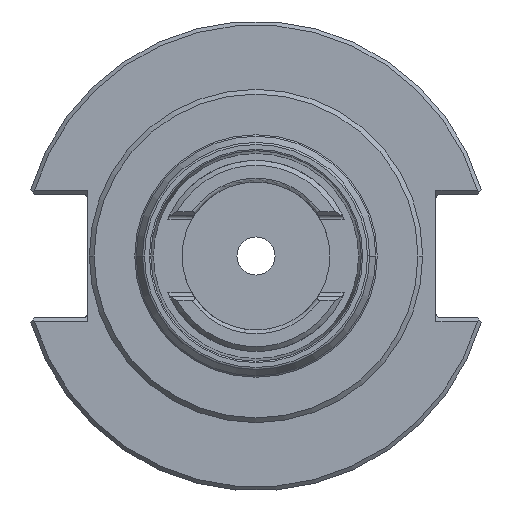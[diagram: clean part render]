
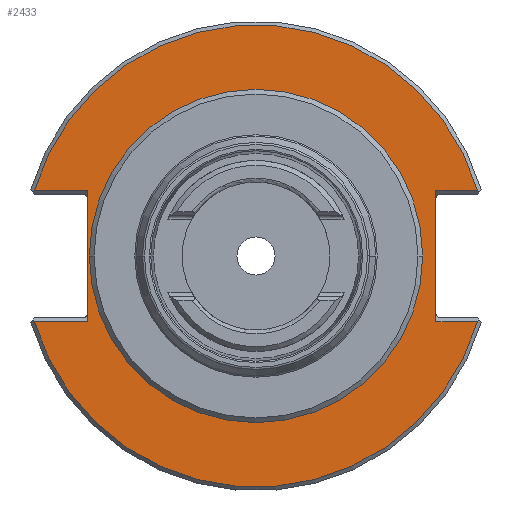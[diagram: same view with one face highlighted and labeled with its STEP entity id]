
A CAD part, front view. The second image highlights one B-rep face of the part: STEP entity #2433.
In plain terms, the highlighted planar face has unit normal (0, -1, 0).
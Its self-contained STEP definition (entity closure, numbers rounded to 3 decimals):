
#2=DIRECTION('',(0.,0.,-1.));
#3=VECTOR('',#2,27.51);
#4=CARTESIAN_POINT('',(37.7,-19.05,13.755));
#5=LINE('',#4,#3);
#6=DIRECTION('',(0.,0.,-1.));
#7=VECTOR('',#6,27.51);
#8=CARTESIAN_POINT('',(-35.3,-19.05,13.755));
#9=LINE('',#8,#7);
#10=CARTESIAN_POINT('',(0.,-19.05,0.));
#11=DIRECTION('',(0.,-1.,0.));
#12=DIRECTION('',(-1.,0.,0.));
#13=AXIS2_PLACEMENT_3D('',#10,#11,#12);
#15=CARTESIAN_POINT('',(0.,-19.05,0.));
#16=DIRECTION('',(0.,-1.,0.));
#17=DIRECTION('',(1.,0.,0.));
#18=AXIS2_PLACEMENT_3D('',#15,#16,#17);
#35=DIRECTION('',(1.,0.,0.));
#36=VECTOR('',#35,11.115);
#37=CARTESIAN_POINT('',(-46.415,-19.05,13.753));
#38=LINE('',#37,#36);
#310=DIRECTION('',(-1.,0.,0.));
#311=VECTOR('',#310,11.115);
#312=CARTESIAN_POINT('',(-35.3,-19.05,-13.755));
#313=LINE('',#312,#311);
#326=CARTESIAN_POINT('',(0.,-19.05,0.));
#327=DIRECTION('',(0.,-1.,0.));
#328=DIRECTION('',(-0.959,0.,-0.284));
#329=AXIS2_PLACEMENT_3D('',#326,#327,#328);
#414=DIRECTION('',(1.,0.,0.));
#415=VECTOR('',#414,8.715);
#416=CARTESIAN_POINT('',(37.7,-19.05,-13.755));
#417=LINE('',#416,#415);
#1745=DIRECTION('',(-1.,0.,0.));
#1746=VECTOR('',#1745,8.715);
#1747=CARTESIAN_POINT('',(46.415,-19.05,13.753));
#1748=LINE('',#1747,#1746);
#1761=CARTESIAN_POINT('',(0.,-19.05,0.));
#1762=DIRECTION('',(0.,-1.,0.));
#1763=DIRECTION('',(0.959,0.,0.284));
#1764=AXIS2_PLACEMENT_3D('',#1761,#1762,#1763);
#1944=CARTESIAN_POINT('',(-34.925,-19.05,0.));
#1945=CARTESIAN_POINT('',(34.925,-19.05,0.));
#1946=VERTEX_POINT('',#1944);
#1947=VERTEX_POINT('',#1945);
#2038=CARTESIAN_POINT('',(37.7,-19.05,-13.755));
#2039=CARTESIAN_POINT('',(46.415,-19.05,-13.753));
#2040=VERTEX_POINT('',#2038);
#2041=VERTEX_POINT('',#2039);
#2042=CARTESIAN_POINT('',(-35.3,-19.05,-13.755));
#2043=CARTESIAN_POINT('',(-46.415,-19.05,-13.753));
#2044=VERTEX_POINT('',#2042);
#2045=VERTEX_POINT('',#2043);
#2054=CARTESIAN_POINT('',(-46.415,-19.05,13.753));
#2055=CARTESIAN_POINT('',(-35.3,-19.05,13.755));
#2056=VERTEX_POINT('',#2054);
#2057=VERTEX_POINT('',#2055);
#2058=CARTESIAN_POINT('',(46.415,-19.05,13.753));
#2059=CARTESIAN_POINT('',(37.7,-19.05,13.755));
#2060=VERTEX_POINT('',#2058);
#2061=VERTEX_POINT('',#2059);
#2404=CARTESIAN_POINT('',(0.,-19.05,0.));
#2405=DIRECTION('',(0.,-1.,0.));
#2406=DIRECTION('',(-1.,0.,0.));
#2407=AXIS2_PLACEMENT_3D('',#2404,#2405,#2406);
#2408=PLANE('',#2407);
#2410=ORIENTED_EDGE('',*,*,#2409,.F.);
#2412=ORIENTED_EDGE('',*,*,#2411,.F.);
#2414=ORIENTED_EDGE('',*,*,#2413,.T.);
#2416=ORIENTED_EDGE('',*,*,#2415,.T.);
#2418=ORIENTED_EDGE('',*,*,#2417,.T.);
#2420=ORIENTED_EDGE('',*,*,#2419,.F.);
#2422=ORIENTED_EDGE('',*,*,#2421,.F.);
#2424=ORIENTED_EDGE('',*,*,#2423,.F.);
#2425=EDGE_LOOP('',(#2410,#2412,#2414,#2416,#2418,#2420,#2422,#2424));
#2426=FACE_OUTER_BOUND('',#2425,.F.);
#2428=ORIENTED_EDGE('',*,*,#2427,.T.);
#2430=ORIENTED_EDGE('',*,*,#2429,.T.);
#2431=EDGE_LOOP('',(#2428,#2430));
#2432=FACE_BOUND('',#2431,.F.);
#2433=ADVANCED_FACE('',(#2426,#2432),#2408,.T.);
#14=CIRCLE('',#13,34.925);
#19=CIRCLE('',#18,34.925);
#330=CIRCLE('',#329,48.41);
#1765=CIRCLE('',#1764,48.41);
#2409=EDGE_CURVE('',#2056,#2057,#38,.T.);
#2411=EDGE_CURVE('',#2060,#2056,#1765,.T.);
#2413=EDGE_CURVE('',#2060,#2061,#1748,.T.);
#2415=EDGE_CURVE('',#2061,#2040,#5,.T.);
#2417=EDGE_CURVE('',#2040,#2041,#417,.T.);
#2419=EDGE_CURVE('',#2045,#2041,#330,.T.);
#2421=EDGE_CURVE('',#2044,#2045,#313,.T.);
#2423=EDGE_CURVE('',#2057,#2044,#9,.T.);
#2427=EDGE_CURVE('',#1946,#1947,#14,.T.);
#2429=EDGE_CURVE('',#1947,#1946,#19,.T.);
